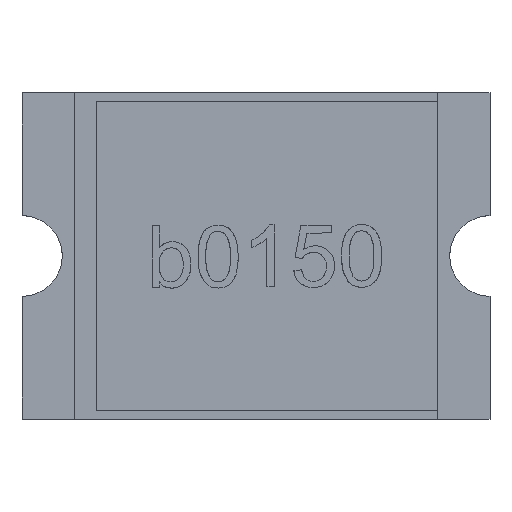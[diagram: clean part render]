
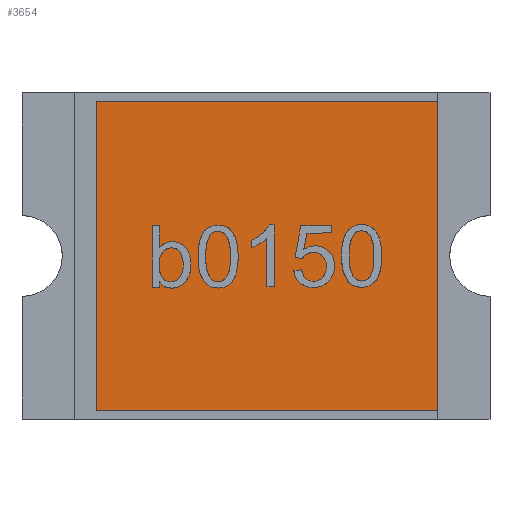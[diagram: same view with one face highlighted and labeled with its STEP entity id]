
A CAD part, top view. The second image highlights one B-rep face of the part: STEP entity #3654.
In plain terms, the highlighted planar face has unit normal (0, 0, 1).
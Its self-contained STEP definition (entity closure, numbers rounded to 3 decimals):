
#357=PLANE('',#3952);
#482=FACE_OUTER_BOUND('',#690,.T.);
#690=EDGE_LOOP('',(#2693,#2694,#2695,#2696));
#937=LINE('',#4946,#1307);
#941=LINE('',#4954,#1311);
#944=LINE('',#4960,#1314);
#947=LINE('',#4965,#1317);
#1307=VECTOR('',#4226,10.);
#1311=VECTOR('',#4232,10.);
#1314=VECTOR('',#4237,10.);
#1317=VECTOR('',#4242,10.);
#1677=VERTEX_POINT('',#4944);
#1678=VERTEX_POINT('',#4945);
#1681=VERTEX_POINT('',#4953);
#1683=VERTEX_POINT('',#4959);
#2061=EDGE_CURVE('',#1677,#1678,#937,.T.);
#2065=EDGE_CURVE('',#1678,#1681,#941,.T.);
#2068=EDGE_CURVE('',#1681,#1683,#944,.T.);
#2071=EDGE_CURVE('',#1683,#1677,#947,.T.);
#2693=ORIENTED_EDGE('',*,*,#2068,.F.);
#2694=ORIENTED_EDGE('',*,*,#2065,.F.);
#2695=ORIENTED_EDGE('',*,*,#2061,.F.);
#2696=ORIENTED_EDGE('',*,*,#2071,.F.);
#3654=ADVANCED_FACE('',(#482),#357,.T.);
#3952=AXIS2_PLACEMENT_3D('',#4968,#4246,#4247);
#4226=DIRECTION('',(-1.,0.,0.));
#4232=DIRECTION('',(0.,1.,0.));
#4237=DIRECTION('',(1.,0.,0.));
#4242=DIRECTION('',(0.,-1.,0.));
#4246=DIRECTION('center_axis',(0.,0.,1.));
#4247=DIRECTION('ref_axis',(1.,0.,0.));
#4944=CARTESIAN_POINT('',(2.95,-2.51,0.308));
#4945=CARTESIAN_POINT('',(-2.594,-2.51,0.308));
#4946=CARTESIAN_POINT('',(-1.208,-2.51,0.308));
#4953=CARTESIAN_POINT('',(-2.594,2.51,0.308));
#4954=CARTESIAN_POINT('',(-2.594,1.255,0.308));
#4959=CARTESIAN_POINT('',(2.95,2.51,0.308));
#4960=CARTESIAN_POINT('',(1.564,2.51,0.308));
#4965=CARTESIAN_POINT('',(2.95,-1.255,0.308));
#4968=CARTESIAN_POINT('Origin',(0.178,0.,0.308));
